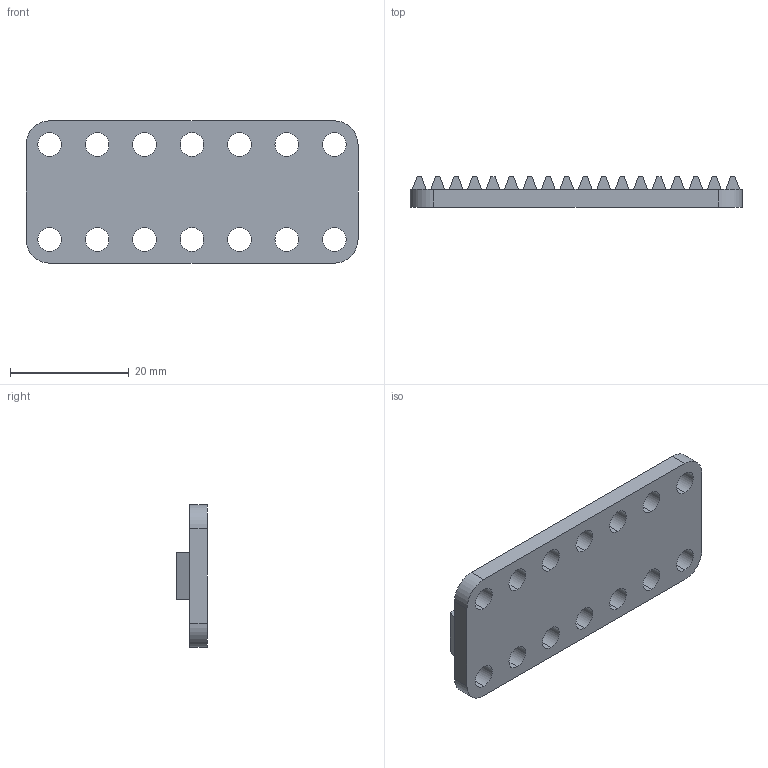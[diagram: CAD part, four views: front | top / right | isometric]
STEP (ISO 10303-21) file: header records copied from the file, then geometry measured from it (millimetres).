
FILE_DESCRIPTION (( 'STEP AP214' ), '1' );
FILE_NAME ('12-0001.STEP', '2025-08-25T09:15:14', ( '' ), ( '' ), 'SwSTEP 2.0', 'SolidWorks 2025', '' );
FILE_SCHEMA (( 'AUTOMOTIVE_DESIGN' ));
Length unit declared in the file: millimetre
Products named in the file (1): 12-0001
Bounding box: 56 x 5.2 x 24 mm (x, y, z)
Volume: 3947.1 mm3; surface area: 3855.4 mm2
Topology: 1 solids, 1 shells, 128 faces, 324 edges, 216 vertices
Faces by surface type: plane 96, cylinder 32
Entity records: 3911 total; most frequent: CARTESIAN_POINT 669, ORIENTED_EDGE 648, DIRECTION 646, EDGE_CURVE 324, LINE 260, VECTOR 260, VERTEX_POINT 216, AXIS2_PLACEMENT_3D 193
